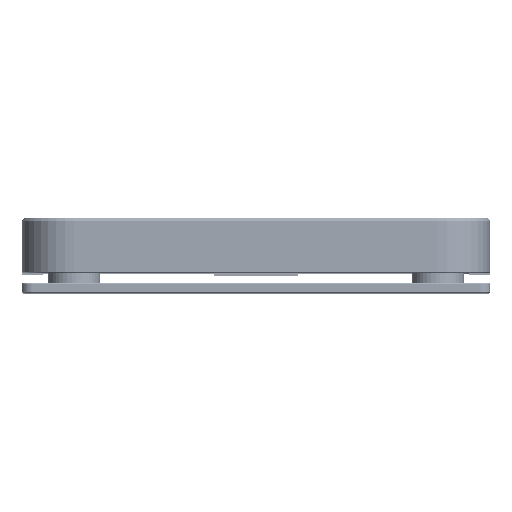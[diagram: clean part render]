
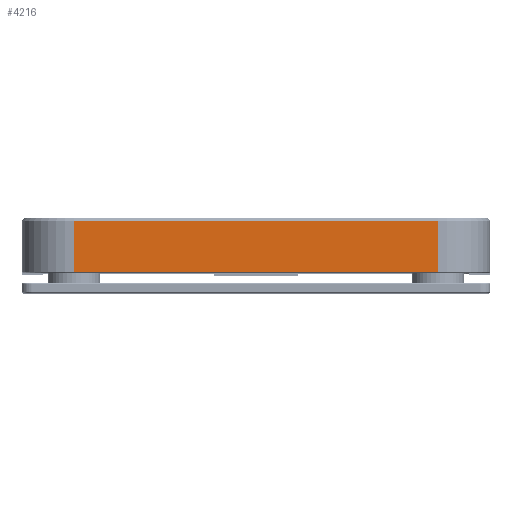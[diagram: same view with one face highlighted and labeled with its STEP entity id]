
A CAD part, top view. The second image highlights one B-rep face of the part: STEP entity #4216.
In plain terms, the highlighted planar face has unit normal (0, 0, 1).
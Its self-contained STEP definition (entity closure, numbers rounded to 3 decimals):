
#1746 = VERTEX_POINT ( 'NONE', #36764 ) ;
#3294 = CARTESIAN_POINT ( 'NONE',  ( -175., 50., 225. ) ) ;
#4216 = ADVANCED_FACE ( 'NONE', ( #22208 ), #16582, .F. ) ;
#5231 = DIRECTION ( 'NONE',  ( 1., 0., 0. ) ) ;
#8726 = VERTEX_POINT ( 'NONE', #14778 ) ;
#10125 = EDGE_CURVE ( 'NONE', #21702, #8726, #34352, .T. ) ;
#10746 = CARTESIAN_POINT ( 'NONE',  ( 175., 52.5, 225. ) ) ;
#10774 = EDGE_LOOP ( 'NONE', ( #35204, #31674, #36102, #22148 ) ) ;
#12223 = VECTOR ( 'NONE', #5231, 1000. ) ;
#12306 = CARTESIAN_POINT ( 'NONE',  ( -175., 50., 225. ) ) ;
#12346 = DIRECTION ( 'NONE',  ( 0., -1., 0. ) ) ;
#14212 = CARTESIAN_POINT ( 'NONE',  ( 175., 50., 225. ) ) ;
#14614 = CARTESIAN_POINT ( 'NONE',  ( -175., 52.5, 225. ) ) ;
#14778 = CARTESIAN_POINT ( 'NONE',  ( -175., 1., 225. ) ) ;
#16582 = PLANE ( 'NONE',  #35664 ) ;
#17170 = LINE ( 'NONE', #36753, #12223 ) ;
#18540 = VECTOR ( 'NONE', #34863, 1000. ) ;
#21702 = VERTEX_POINT ( 'NONE', #3294 ) ;
#22148 = ORIENTED_EDGE ( 'NONE', *, *, #30332, .T. ) ;
#22208 = FACE_OUTER_BOUND ( 'NONE', #10774, .T. ) ;
#23395 = VECTOR ( 'NONE', #34050, 1000. ) ;
#23532 = LINE ( 'NONE', #12306, #18540 ) ;
#24823 = CARTESIAN_POINT ( 'NONE',  ( -175., 52.5, 225. ) ) ;
#30203 = DIRECTION ( 'NONE',  ( 0., 0., -1. ) ) ;
#30332 = EDGE_CURVE ( 'NONE', #32077, #21702, #23532, .T. ) ;
#31589 = EDGE_CURVE ( 'NONE', #32077, #1746, #36487, .T. ) ;
#31674 = ORIENTED_EDGE ( 'NONE', *, *, #33910, .T. ) ;
#32077 = VERTEX_POINT ( 'NONE', #14212 ) ;
#32981 = VECTOR ( 'NONE', #12346, 1000. ) ;
#33910 = EDGE_CURVE ( 'NONE', #8726, #1746, #17170, .T. ) ;
#34050 = DIRECTION ( 'NONE',  ( 0., -1., 0. ) ) ;
#34352 = LINE ( 'NONE', #14614, #32981 ) ;
#34863 = DIRECTION ( 'NONE',  ( -1., 0., 0. ) ) ;
#35204 = ORIENTED_EDGE ( 'NONE', *, *, #10125, .T. ) ;
#35664 = AXIS2_PLACEMENT_3D ( 'NONE', #24823, #30203, #36163 ) ;
#36102 = ORIENTED_EDGE ( 'NONE', *, *, #31589, .F. ) ;
#36163 = DIRECTION ( 'NONE',  ( -1., 0., 0. ) ) ;
#36487 = LINE ( 'NONE', #10746, #23395 ) ;
#36753 = CARTESIAN_POINT ( 'NONE',  ( -175., 1., 225. ) ) ;
#36764 = CARTESIAN_POINT ( 'NONE',  ( 175., 1., 225. ) ) ;
